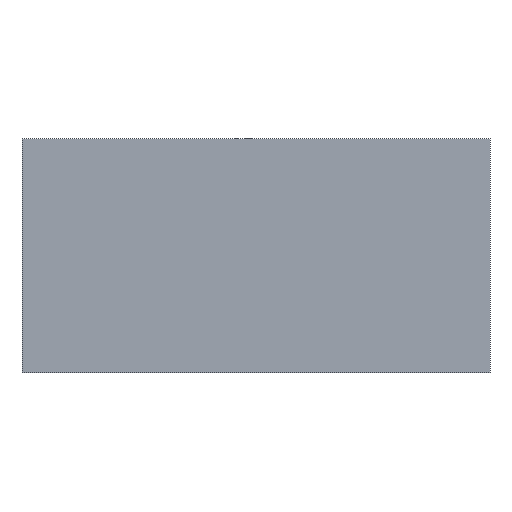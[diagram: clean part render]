
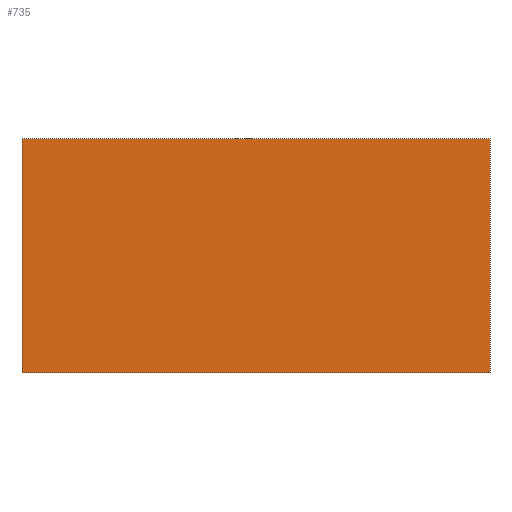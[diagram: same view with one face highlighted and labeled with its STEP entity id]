
A CAD part, front view. The second image highlights one B-rep face of the part: STEP entity #735.
In plain terms, the highlighted planar face has unit normal (0, -1, 0).
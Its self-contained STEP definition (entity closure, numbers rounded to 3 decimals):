
#63=FACE_OUTER_BOUND('',#109,.T.);
#109=EDGE_LOOP('',(#629,#630,#631,#632));
#201=LINE('',#1154,#297);
#202=LINE('',#1156,#298);
#203=LINE('',#1158,#299);
#204=LINE('',#1159,#300);
#297=VECTOR('',#954,10.);
#298=VECTOR('',#955,10.);
#299=VECTOR('',#956,10.);
#300=VECTOR('',#957,10.);
#365=VERTEX_POINT('',#1152);
#366=VERTEX_POINT('',#1153);
#367=VERTEX_POINT('',#1155);
#368=VERTEX_POINT('',#1157);
#457=EDGE_CURVE('',#365,#366,#201,.T.);
#458=EDGE_CURVE('',#366,#367,#202,.T.);
#459=EDGE_CURVE('',#368,#367,#203,.T.);
#460=EDGE_CURVE('',#365,#368,#204,.T.);
#629=ORIENTED_EDGE('',*,*,#457,.T.);
#630=ORIENTED_EDGE('',*,*,#458,.T.);
#631=ORIENTED_EDGE('',*,*,#459,.F.);
#632=ORIENTED_EDGE('',*,*,#460,.F.);
#695=PLANE('',#792);
#735=ADVANCED_FACE('',(#63),#695,.T.);
#792=AXIS2_PLACEMENT_3D('',#1151,#952,#953);
#952=DIRECTION('center_axis',(0.,-1.,0.));
#953=DIRECTION('ref_axis',(1.,0.,0.));
#954=DIRECTION('',(1.,0.,0.));
#955=DIRECTION('',(0.,0.,1.));
#956=DIRECTION('',(1.,0.,0.));
#957=DIRECTION('',(0.,0.,1.));
#1151=CARTESIAN_POINT('Origin',(-1.,-7.,0.));
#1152=CARTESIAN_POINT('',(-1.,-7.,0.));
#1153=CARTESIAN_POINT('',(1.,-7.,0.));
#1154=CARTESIAN_POINT('',(-1.,-7.,0.));
#1155=CARTESIAN_POINT('',(1.,-7.,1.));
#1156=CARTESIAN_POINT('',(1.,-7.,0.));
#1157=CARTESIAN_POINT('',(-1.,-7.,1.));
#1158=CARTESIAN_POINT('',(-1.,-7.,1.));
#1159=CARTESIAN_POINT('',(-1.,-7.,0.));
